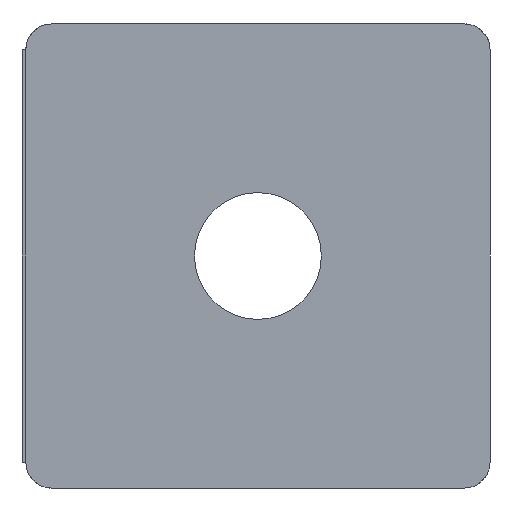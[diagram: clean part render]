
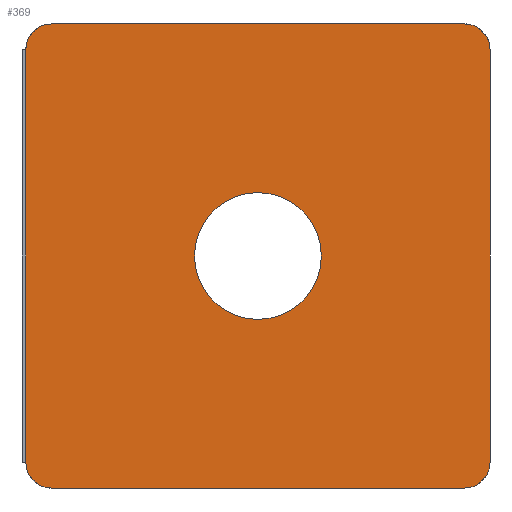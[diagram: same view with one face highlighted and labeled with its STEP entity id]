
A CAD part, left-side view. The second image highlights one B-rep face of the part: STEP entity #369.
In plain terms, the highlighted planar face has unit normal (-1, 0, 0).
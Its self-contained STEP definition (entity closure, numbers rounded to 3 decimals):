
#15=FACE_BOUND('',#78,.T.);
#37=PLANE('',#422);
#57=FACE_OUTER_BOUND('',#77,.T.);
#77=EDGE_LOOP('',(#331,#332,#333,#334,#335,#336,#337,#338));
#78=EDGE_LOOP('',(#339,#340));
#100=LINE('',#657,#130);
#105=LINE('',#671,#135);
#109=LINE('',#686,#139);
#110=LINE('',#688,#140);
#130=VECTOR('',#481,10.);
#135=VECTOR('',#496,10.);
#139=VECTOR('',#514,10.);
#140=VECTOR('',#517,10.);
#145=CIRCLE('',#404,0.5);
#148=CIRCLE('',#410,0.5);
#149=CIRCLE('',#412,0.5);
#150=CIRCLE('',#415,0.5);
#151=CIRCLE('',#417,1.23);
#152=CIRCLE('',#418,1.23);
#170=VERTEX_POINT('',#585);
#171=VERTEX_POINT('',#587);
#179=VERTEX_POINT('',#656);
#180=VERTEX_POINT('',#660);
#181=VERTEX_POINT('',#664);
#182=VERTEX_POINT('',#666);
#183=VERTEX_POINT('',#670);
#184=VERTEX_POINT('',#674);
#185=VERTEX_POINT('',#678);
#186=VERTEX_POINT('',#679);
#211=EDGE_CURVE('',#170,#171,#145,.T.);
#223=EDGE_CURVE('',#179,#171,#100,.T.);
#225=EDGE_CURVE('',#179,#180,#148,.T.);
#228=EDGE_CURVE('',#181,#182,#149,.T.);
#230=EDGE_CURVE('',#183,#182,#105,.T.);
#232=EDGE_CURVE('',#183,#184,#150,.T.);
#234=EDGE_CURVE('',#185,#186,#151,.T.);
#235=EDGE_CURVE('',#186,#185,#152,.T.);
#238=EDGE_CURVE('',#181,#180,#109,.T.);
#239=EDGE_CURVE('',#170,#184,#110,.T.);
#331=ORIENTED_EDGE('',*,*,#211,.F.);
#332=ORIENTED_EDGE('',*,*,#239,.T.);
#333=ORIENTED_EDGE('',*,*,#232,.F.);
#334=ORIENTED_EDGE('',*,*,#230,.T.);
#335=ORIENTED_EDGE('',*,*,#228,.F.);
#336=ORIENTED_EDGE('',*,*,#238,.T.);
#337=ORIENTED_EDGE('',*,*,#225,.F.);
#338=ORIENTED_EDGE('',*,*,#223,.T.);
#339=ORIENTED_EDGE('',*,*,#234,.T.);
#340=ORIENTED_EDGE('',*,*,#235,.T.);
#369=ADVANCED_FACE('',(#57,#15),#37,.F.);
#404=AXIS2_PLACEMENT_3D('',#588,#469,#470);
#410=AXIS2_PLACEMENT_3D('',#661,#485,#486);
#412=AXIS2_PLACEMENT_3D('',#667,#491,#492);
#415=AXIS2_PLACEMENT_3D('',#675,#500,#501);
#417=AXIS2_PLACEMENT_3D('',#680,#505,#506);
#418=AXIS2_PLACEMENT_3D('',#681,#507,#508);
#422=AXIS2_PLACEMENT_3D('',#689,#518,#519);
#469=DIRECTION('center_axis',(1.,0.,0.));
#470=DIRECTION('ref_axis',(0.,-0.707,-0.707));
#481=DIRECTION('',(0.,-1.,0.));
#485=DIRECTION('center_axis',(1.,0.,0.));
#486=DIRECTION('ref_axis',(0.,0.707,-0.707));
#491=DIRECTION('center_axis',(1.,0.,0.));
#492=DIRECTION('ref_axis',(0.,0.707,0.707));
#496=DIRECTION('',(0.,1.,0.));
#500=DIRECTION('center_axis',(1.,0.,0.));
#501=DIRECTION('ref_axis',(0.,-0.707,0.707));
#505=DIRECTION('center_axis',(1.,0.,0.));
#506=DIRECTION('ref_axis',(0.,0.,1.));
#507=DIRECTION('center_axis',(1.,0.,0.));
#508=DIRECTION('ref_axis',(0.,0.,1.));
#514=DIRECTION('',(0.,0.,-1.));
#517=DIRECTION('',(0.,0.,1.));
#518=DIRECTION('center_axis',(1.,0.,0.));
#519=DIRECTION('ref_axis',(0.,0.,-1.));
#585=CARTESIAN_POINT('',(0.,-4.5,-4.));
#587=CARTESIAN_POINT('',(0.,-4.,-4.5));
#588=CARTESIAN_POINT('Origin',(0.,-4.,-4.));
#656=CARTESIAN_POINT('',(0.,4.,-4.5));
#657=CARTESIAN_POINT('',(0.,4.5,-4.5));
#660=CARTESIAN_POINT('',(0.,4.5,-4.));
#661=CARTESIAN_POINT('Origin',(0.,4.,-4.));
#664=CARTESIAN_POINT('',(0.,4.5,4.));
#666=CARTESIAN_POINT('',(0.,4.,4.5));
#667=CARTESIAN_POINT('Origin',(0.,4.,4.));
#670=CARTESIAN_POINT('',(0.,-4.,4.5));
#671=CARTESIAN_POINT('',(0.,-4.5,4.5));
#674=CARTESIAN_POINT('',(0.,-4.5,4.));
#675=CARTESIAN_POINT('Origin',(0.,-4.,4.));
#678=CARTESIAN_POINT('',(0.,0.,1.23));
#679=CARTESIAN_POINT('',(0.,0.,-1.23));
#680=CARTESIAN_POINT('Origin',(0.,0.,0.));
#681=CARTESIAN_POINT('Origin',(0.,0.,0.));
#686=CARTESIAN_POINT('',(0.,4.5,4.5));
#688=CARTESIAN_POINT('',(0.,-4.5,-4.5));
#689=CARTESIAN_POINT('Origin',(0.,0.,0.));
